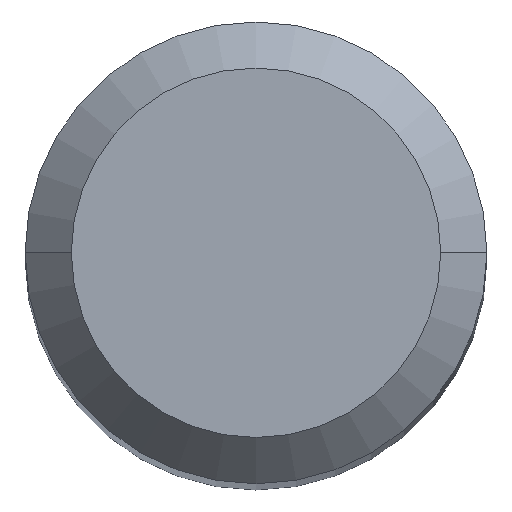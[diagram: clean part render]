
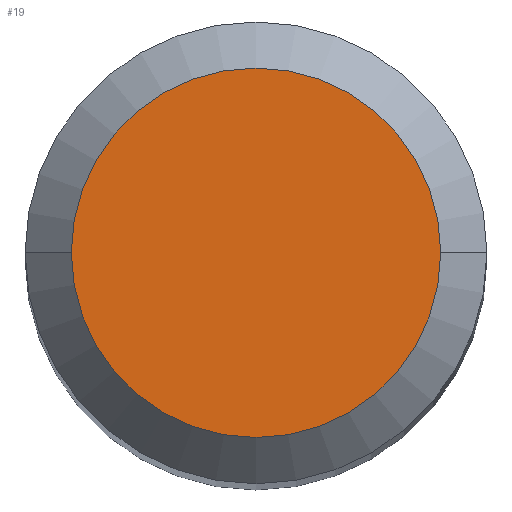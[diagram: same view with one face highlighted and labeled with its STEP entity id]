
A CAD part, top view. The second image highlights one B-rep face of the part: STEP entity #19.
In plain terms, the highlighted planar face has unit normal (0, 0, 1).
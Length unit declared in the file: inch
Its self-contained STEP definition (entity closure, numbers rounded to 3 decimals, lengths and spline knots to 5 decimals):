
#11 = CARTESIAN_POINT ( 'NONE',  ( 0., 0., 0. ) ) ;
#16 = FACE_OUTER_BOUND ( 'NONE', #110, .T. ) ;
#19 = ADVANCED_FACE ( 'NONE', ( #16 ), #81, .F. ) ;
#43 = CARTESIAN_POINT ( 'NONE',  ( 0.05, 0., 0. ) ) ;
#76 = DIRECTION ( 'NONE',  ( 0., 0., 1. ) ) ;
#81 = PLANE ( 'NONE',  #175 ) ;
#110 = EDGE_LOOP ( 'NONE', ( #482, #445 ) ) ;
#138 = CIRCLE ( 'NONE', #413, 0.05 ) ;
#143 = VERTEX_POINT ( 'NONE', #43 ) ;
#175 = AXIS2_PLACEMENT_3D ( 'NONE', #320, #470, #393 ) ;
#208 = DIRECTION ( 'NONE',  ( 1., 0., 0. ) ) ;
#225 = DIRECTION ( 'NONE',  ( 1., 0., 0. ) ) ;
#276 = CARTESIAN_POINT ( 'NONE',  ( -0.05, 0., 0. ) ) ;
#309 = AXIS2_PLACEMENT_3D ( 'NONE', #11, #437, #208 ) ;
#320 = CARTESIAN_POINT ( 'NONE',  ( 0., 0., 0. ) ) ;
#328 = EDGE_CURVE ( 'NONE', #143, #368, #138, .T. ) ;
#368 = VERTEX_POINT ( 'NONE', #276 ) ;
#393 = DIRECTION ( 'NONE',  ( -1., 0., 0. ) ) ;
#413 = AXIS2_PLACEMENT_3D ( 'NONE', #420, #76, #225 ) ;
#415 = EDGE_CURVE ( 'NONE', #368, #143, #440, .T. ) ;
#420 = CARTESIAN_POINT ( 'NONE',  ( 0., 0., 0. ) ) ;
#437 = DIRECTION ( 'NONE',  ( 0., 0., 1. ) ) ;
#440 = CIRCLE ( 'NONE', #309, 0.05 ) ;
#445 = ORIENTED_EDGE ( 'NONE', *, *, #328, .T. ) ;
#470 = DIRECTION ( 'NONE',  ( 0., 0., -1. ) ) ;
#482 = ORIENTED_EDGE ( 'NONE', *, *, #415, .T. ) ;
